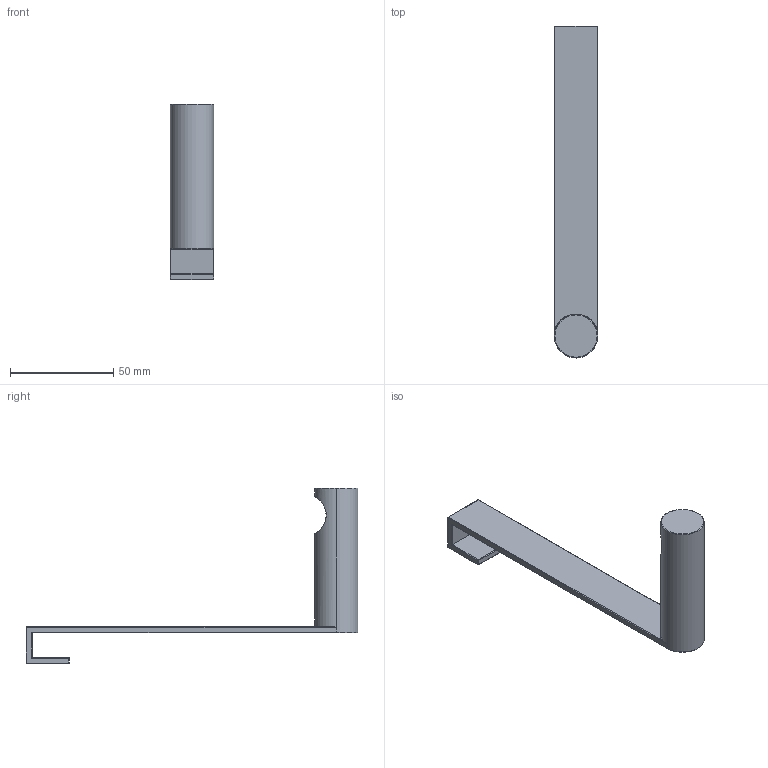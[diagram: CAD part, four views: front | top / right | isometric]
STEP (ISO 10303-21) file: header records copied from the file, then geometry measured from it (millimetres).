
FILE_DESCRIPTION (( 'STEP AP214' ), '1' );
FILE_NAME ('A35.0002.STEP', '2022-11-24T09:38:09', ( 'Solid' ), ( '' ), 'SwSTEP 2.0', 'SolidWorks 2019', '' );
FILE_SCHEMA (( 'AUTOMOTIVE_DESIGN' ));
Length unit declared in the file: millimetre
Products named in the file (1): A35.0002
Bounding box: 21 x 160.5 x 85 mm (x, y, z)
Volume: 34370.3 mm3; surface area: 13588.6 mm2
Topology: 1 solids, 1 shells, 50 faces, 111 edges, 54 vertices
Faces by surface type: cylinder 22, plane 10, sphere 8, torus 6, bspline 4
Entity records: 1853 total; most frequent: CARTESIAN_POINT 790, DIRECTION 233, ORIENTED_EDGE 202, EDGE_CURVE 101, AXIS2_PLACEMENT_3D 95, VERTEX_POINT 54, EDGE_LOOP 51, ADVANCED_FACE 50
